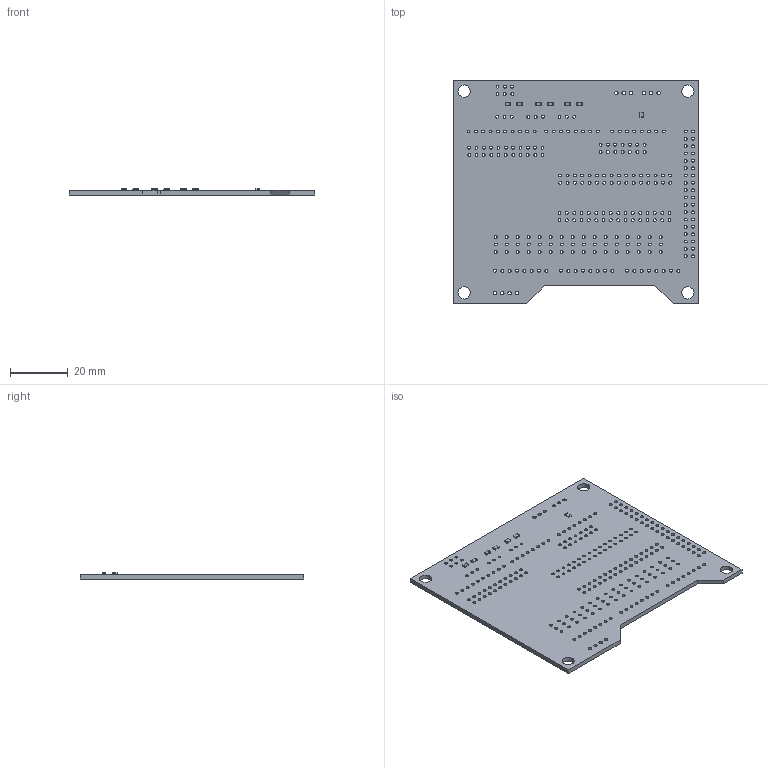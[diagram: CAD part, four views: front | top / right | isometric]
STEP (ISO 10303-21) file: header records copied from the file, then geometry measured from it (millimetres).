
FILE_DESCRIPTION(('KiCad electronic assembly'),'2;1');
FILE_NAME('ABSIS MEGA IO PCB.step','2019-06-18T17:00:48',('An Author'),( 'A Company'),'Open CASCADE STEP processor 6.9', 'KiCad to STEP converter','Unknown');
FILE_SCHEMA(('AUTOMOTIVE_DESIGN { 1 0 10303 214 1 1 1 1 }'));
Length unit declared in the file: millimetre
Products named in the file (4): Open CASCADE STEP translator 6.9 1; R_0805_2012Metric; SOLID; COMPOUND
Assembly tree (9 placements, depth 3):
  Open CASCADE STEP translator 6.9 1
    R_0805_2012Metric  x7
      SOLID
    COMPOUND
Bounding box: 85.09 x 77.47 x 2.1 mm (x, y, z)
Volume: 9675 mm3; surface area: 14072.8 mm2
Topology: 8 solids, 8 shells, 456 faces, 1292 edges, 852 vertices
Faces by surface type: cylinder 319, plane 137
Full cylindrical faces by diameter (mm): 1 x163, 1.016 x86, 1.2 x10, 4.3 x4
Entity records: 24779 total; most frequent: CARTESIAN_POINT 6754, DIRECTION 3280, ORIENTED_EDGE 1768, PCURVE 1768, DEFINITIONAL_REPRESENTATION 1768, LINE 1568, VECTOR 1568, EDGE_CURVE 884
